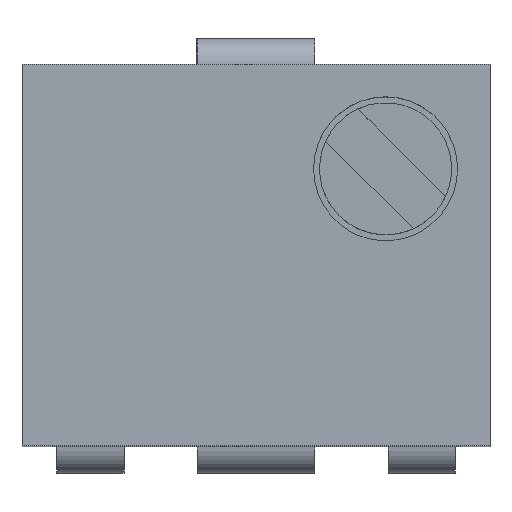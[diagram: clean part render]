
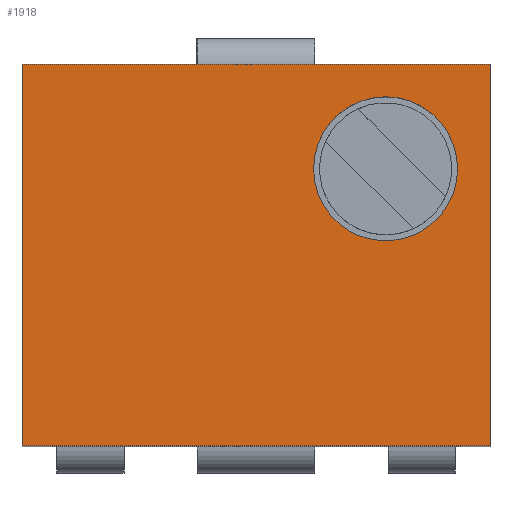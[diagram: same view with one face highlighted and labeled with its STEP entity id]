
A CAD part, top view. The second image highlights one B-rep face of the part: STEP entity #1918.
In plain terms, the highlighted free-form (B-spline) face has degree [1, 1] with [2, 2] control points.
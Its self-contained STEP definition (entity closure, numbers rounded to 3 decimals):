
#1668=CARTESIAN_POINT('',(1.08,1.32,4.16));
#1669=VERTEX_POINT('',#1668);
#1678=CARTESIAN_POINT('',(1.08,0.12,4.16));
#1679=VERTEX_POINT('',#1678);
#1680=CARTESIAN_POINT('',(1.08,0.72,4.16));
#1681=DIRECTION('',(0.0,0.0,-1.0));
#1682=DIRECTION('',(0.0,1.0,0.0));
#1683=AXIS2_PLACEMENT_3D('',#1680,#1681,#1682);
#1684=CIRCLE('',#1683,0.6);
#1685=EDGE_CURVE('',#1679,#1669,#1684,.T.);
#1855=CARTESIAN_POINT('',(1.08,0.72,4.16));
#1856=DIRECTION('',(0.0,0.0,-1.0));
#1857=DIRECTION('',(0.0,1.0,0.0));
#1858=AXIS2_PLACEMENT_3D('',#1855,#1856,#1857);
#1859=CIRCLE('',#1858,0.6);
#1860=EDGE_CURVE('',#1669,#1679,#1859,.T.);
#1875=CARTESIAN_POINT('',(1.95,-1.59,4.16));
#1876=CARTESIAN_POINT('',(1.95,1.59,4.16));
#1877=CARTESIAN_POINT('',(-1.95,-1.59,4.16));
#1878=CARTESIAN_POINT('',(-1.95,1.59,4.16));
#1879=B_SPLINE_SURFACE_WITH_KNOTS('',1,1,((#1875,#1877),(#1876,#1878)),.UNSPECIFIED.,.F.,.F.,.U.,(2,2),(2,2),(0.0,3.18),(0.0,3.9),.UNSPECIFIED.);
#1880=CARTESIAN_POINT('',(-1.95,1.59,4.16));
#1881=VERTEX_POINT('',#1880);
#1882=CARTESIAN_POINT('',(1.95,1.59,4.16));
#1883=VERTEX_POINT('',#1882);
#1884=CARTESIAN_POINT('',(-1.95,1.59,4.16));
#1885=DIRECTION('',(1.0,0.0,0.0));
#1886=VECTOR('',#1885,3.9);
#1887=LINE('',#1884,#1886);
#1888=EDGE_CURVE('',#1881,#1883,#1887,.T.);
#1889=ORIENTED_EDGE('',*,*,#1888,.F.);
#1890=CARTESIAN_POINT('',(-1.95,-1.59,4.16));
#1891=VERTEX_POINT('',#1890);
#1892=CARTESIAN_POINT('',(-1.95,-1.59,4.16));
#1893=DIRECTION('',(0.0,1.0,0.0));
#1894=VECTOR('',#1893,3.18);
#1895=LINE('',#1892,#1894);
#1896=EDGE_CURVE('',#1891,#1881,#1895,.T.);
#1897=ORIENTED_EDGE('',*,*,#1896,.F.);
#1898=CARTESIAN_POINT('',(1.95,-1.59,4.16));
#1899=VERTEX_POINT('',#1898);
#1900=CARTESIAN_POINT('',(1.95,-1.59,4.16));
#1901=DIRECTION('',(-1.0,0.0,0.0));
#1902=VECTOR('',#1901,3.9);
#1903=LINE('',#1900,#1902);
#1904=EDGE_CURVE('',#1899,#1891,#1903,.T.);
#1905=ORIENTED_EDGE('',*,*,#1904,.F.);
#1906=CARTESIAN_POINT('',(1.95,1.59,4.16));
#1907=DIRECTION('',(0.0,-1.0,0.0));
#1908=VECTOR('',#1907,3.18);
#1909=LINE('',#1906,#1908);
#1910=EDGE_CURVE('',#1883,#1899,#1909,.T.);
#1911=ORIENTED_EDGE('',*,*,#1910,.F.);
#1912=EDGE_LOOP('',(#1889,#1897,#1905,#1911));
#1913=FACE_OUTER_BOUND('',#1912,.T.);
#1914=ORIENTED_EDGE('',*,*,#1860,.T.);
#1915=ORIENTED_EDGE('',*,*,#1685,.T.);
#1916=EDGE_LOOP('',(#1914,#1915));
#1917=FACE_BOUND('',#1916,.T.);
#1918=ADVANCED_FACE('',(#1913,#1917),#1879,.T.);
